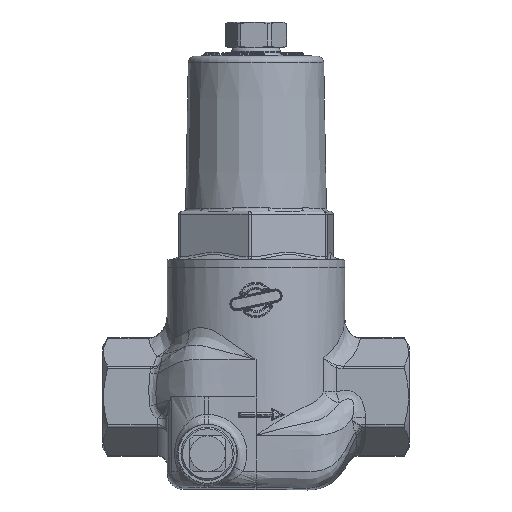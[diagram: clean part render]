
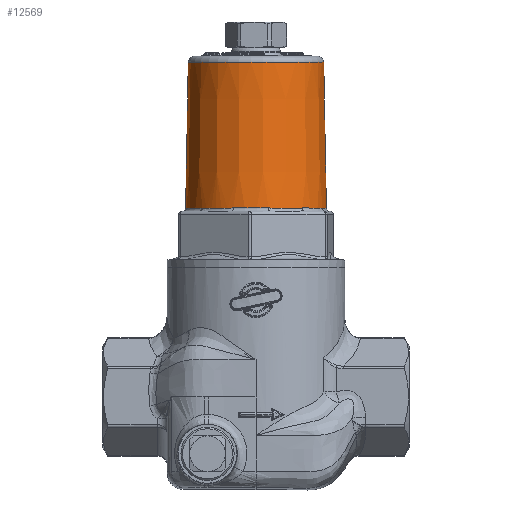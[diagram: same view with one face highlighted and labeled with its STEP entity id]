
A CAD part, top view. The second image highlights one B-rep face of the part: STEP entity #12569.
In plain terms, the highlighted conical face has half-angle 1 degrees and reference radius 21.55 mm.
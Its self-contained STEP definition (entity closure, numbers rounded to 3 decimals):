
#403=B_SPLINE_CURVE_WITH_KNOTS($,3,(#19441,#19442,#19443,#19444,#19445,
#19446),.UNSPECIFIED.,.F.,.F.,(4,1,1,4),(-3.142,-1.346,
0.449,3.142),.UNSPECIFIED.);
#405=B_SPLINE_CURVE_WITH_KNOTS($,3,(#19492,#19493,#19494,#19495,#19496,
#19497),.UNSPECIFIED.,.F.,.F.,(4,1,1,4),(-3.142,-1.346,
0.449,3.142),.UNSPECIFIED.);
#407=B_SPLINE_CURVE_WITH_KNOTS($,3,(#19543,#19544,#19545,#19546,#19547,
#19548),.UNSPECIFIED.,.F.,.F.,(4,1,1,4),(-3.142,-1.346,
0.449,3.142),.UNSPECIFIED.);
#409=B_SPLINE_CURVE_WITH_KNOTS($,3,(#19594,#19595,#19596,#19597,#19598,
#19599),.UNSPECIFIED.,.F.,.F.,(4,1,1,4),(-3.142,-1.346,
0.449,3.142),.UNSPECIFIED.);
#411=B_SPLINE_CURVE_WITH_KNOTS($,3,(#19645,#19646,#19647,#19648,#19649,
#19650),.UNSPECIFIED.,.F.,.F.,(4,1,1,4),(-3.142,-1.346,
0.449,3.142),.UNSPECIFIED.);
#413=B_SPLINE_CURVE_WITH_KNOTS($,3,(#19693,#19694,#19695,#19696,#19697,
#19698),.UNSPECIFIED.,.F.,.F.,(4,1,1,4),(-3.142,-1.346,
0.449,3.142),.UNSPECIFIED.);
#2506=FACE_BOUND($,#3947,.T.);
#2603=CIRCLE($,#13330,21.821);
#2607=CIRCLE($,#13335,21.821);
#2611=CIRCLE($,#13340,21.821);
#2615=CIRCLE($,#13345,21.821);
#2619=CIRCLE($,#13350,21.821);
#2623=CIRCLE($,#13355,21.821);
#2630=CIRCLE($,#13371,21.034);
#2989=CONICAL_SURFACE($,#13370,21.55,1.);
#3164=FACE_OUTER_BOUND($,#3946,.T.);
#3946=EDGE_LOOP($,(#9248));
#3947=EDGE_LOOP($,(#9249,#9250,#9251,#9252,#9253,#9254,#9255,#9256,#9257,
#9258,#9259,#9260));
#5540=VERTEX_POINT($,#19400);
#5543=VERTEX_POINT($,#19405);
#5545=VERTEX_POINT($,#19439);
#5547=VERTEX_POINT($,#19456);
#5549=VERTEX_POINT($,#19490);
#5551=VERTEX_POINT($,#19507);
#5553=VERTEX_POINT($,#19541);
#5555=VERTEX_POINT($,#19558);
#5557=VERTEX_POINT($,#19592);
#5559=VERTEX_POINT($,#19609);
#5561=VERTEX_POINT($,#19643);
#5563=VERTEX_POINT($,#19660);
#5576=VERTEX_POINT($,#19746);
#6868=EDGE_CURVE($,#5543,#5540,#2603,.T.);
#6870=EDGE_CURVE($,#5545,#5543,#403,.T.);
#6874=EDGE_CURVE($,#5547,#5545,#2607,.T.);
#6876=EDGE_CURVE($,#5549,#5547,#405,.T.);
#6880=EDGE_CURVE($,#5551,#5549,#2611,.T.);
#6882=EDGE_CURVE($,#5553,#5551,#407,.T.);
#6886=EDGE_CURVE($,#5555,#5553,#2615,.T.);
#6888=EDGE_CURVE($,#5557,#5555,#409,.T.);
#6892=EDGE_CURVE($,#5559,#5557,#2619,.T.);
#6894=EDGE_CURVE($,#5561,#5559,#411,.T.);
#6898=EDGE_CURVE($,#5563,#5561,#2623,.T.);
#6899=EDGE_CURVE($,#5540,#5563,#413,.T.);
#6921=EDGE_CURVE($,#5576,#5576,#2630,.T.);
#9248=ORIENTED_EDGE($,*,*,#6921,.F.);
#9249=ORIENTED_EDGE($,*,*,#6868,.F.);
#9250=ORIENTED_EDGE($,*,*,#6870,.F.);
#9251=ORIENTED_EDGE($,*,*,#6874,.F.);
#9252=ORIENTED_EDGE($,*,*,#6876,.F.);
#9253=ORIENTED_EDGE($,*,*,#6880,.F.);
#9254=ORIENTED_EDGE($,*,*,#6882,.F.);
#9255=ORIENTED_EDGE($,*,*,#6886,.F.);
#9256=ORIENTED_EDGE($,*,*,#6888,.F.);
#9257=ORIENTED_EDGE($,*,*,#6892,.F.);
#9258=ORIENTED_EDGE($,*,*,#6894,.F.);
#9259=ORIENTED_EDGE($,*,*,#6898,.F.);
#9260=ORIENTED_EDGE($,*,*,#6899,.F.);
#12569=ADVANCED_FACE($,(#3164,#2506),#2989,.T.);
#13330=AXIS2_PLACEMENT_3D($,#19407,#14461,#14462);
#13335=AXIS2_PLACEMENT_3D($,#19458,#14471,#14472);
#13340=AXIS2_PLACEMENT_3D($,#19509,#14481,#14482);
#13345=AXIS2_PLACEMENT_3D($,#19560,#14491,#14492);
#13350=AXIS2_PLACEMENT_3D($,#19611,#14501,#14502);
#13355=AXIS2_PLACEMENT_3D($,#19662,#14511,#14512);
#13370=AXIS2_PLACEMENT_3D($,#19745,#14555,#14556);
#13371=AXIS2_PLACEMENT_3D($,#19747,#14557,#14558);
#14461=DIRECTION('center_axis',(0.,-1.,0.));
#14462=DIRECTION('ref_axis',(-0.563,0.,0.827));
#14471=DIRECTION('center_axis',(0.,-1.,0.));
#14472=DIRECTION('ref_axis',(-0.563,0.,0.827));
#14481=DIRECTION('center_axis',(0.,-1.,0.));
#14482=DIRECTION('ref_axis',(-0.563,0.,0.827));
#14491=DIRECTION('center_axis',(0.,-1.,0.));
#14492=DIRECTION('ref_axis',(-0.563,0.,0.827));
#14501=DIRECTION('center_axis',(0.,-1.,0.));
#14502=DIRECTION('ref_axis',(-0.563,0.,0.827));
#14511=DIRECTION('center_axis',(0.,-1.,0.));
#14512=DIRECTION('ref_axis',(-0.563,0.,0.827));
#14555=DIRECTION('center_axis',(0.,-1.,0.));
#14556=DIRECTION('ref_axis',(-0.563,0.,0.827));
#14557=DIRECTION('center_axis',(0.,1.,0.));
#14558=DIRECTION('ref_axis',(0.563,0.,-0.827));
#19400=CARTESIAN_POINT('',(7.048,58.483,-20.651));
#19405=CARTESIAN_POINT('',(-3.914,58.483,-21.467));
#19407=CARTESIAN_POINT('Origin',(0.,58.483,
0.));
#19439=CARTESIAN_POINT('',(-14.361,58.483,-16.429));
#19441=CARTESIAN_POINT('Ctrl Pts',(-14.361,58.483,-16.429));
#19442=CARTESIAN_POINT('Ctrl Pts',(-13.518,58.483,-17.165));
#19443=CARTESIAN_POINT('Ctrl Pts',(-11.725,58.347,-18.508));
#19444=CARTESIAN_POINT('Ctrl Pts',(-8.255,58.249,-20.351));
#19445=CARTESIAN_POINT('Ctrl Pts',(-5.565,58.483,-21.166));
#19446=CARTESIAN_POINT('Ctrl Pts',(-3.914,58.483,-21.467));
#19456=CARTESIAN_POINT('',(-20.548,58.483,-7.343));
#19458=CARTESIAN_POINT('Origin',(0.,58.483,
0.));
#19490=CARTESIAN_POINT('',(-21.408,58.483,4.222));
#19492=CARTESIAN_POINT('Ctrl Pts',(-21.408,58.483,4.222));
#19493=CARTESIAN_POINT('Ctrl Pts',(-21.625,58.483,3.124));
#19494=CARTESIAN_POINT('Ctrl Pts',(-21.891,58.347,0.9));
#19495=CARTESIAN_POINT('Ctrl Pts',(-21.752,58.249,-3.026));
#19496=CARTESIAN_POINT('Ctrl Pts',(-21.113,58.483,-5.763));
#19497=CARTESIAN_POINT('Ctrl Pts',(-20.548,58.483,-7.343));
#19507=CARTESIAN_POINT('',(-16.634,58.483,14.123));
#19509=CARTESIAN_POINT('Origin',(0.,58.483,
0.));
#19541=CARTESIAN_POINT('',(-7.048,58.483,20.651));
#19543=CARTESIAN_POINT('Ctrl Pts',(-7.048,58.483,20.651));
#19544=CARTESIAN_POINT('Ctrl Pts',(-8.107,58.483,20.29));
#19545=CARTESIAN_POINT('Ctrl Pts',(-10.166,58.347,19.408));
#19546=CARTESIAN_POINT('Ctrl Pts',(-13.496,58.249,17.325));
#19547=CARTESIAN_POINT('Ctrl Pts',(-15.548,58.483,15.402));
#19548=CARTESIAN_POINT('Ctrl Pts',(-16.634,58.483,14.123));
#19558=CARTESIAN_POINT('',(3.914,58.483,21.467));
#19560=CARTESIAN_POINT('Origin',(0.,58.483,
0.));
#19592=CARTESIAN_POINT('',(14.361,58.483,16.429));
#19594=CARTESIAN_POINT('Ctrl Pts',(14.361,58.483,16.429));
#19595=CARTESIAN_POINT('Ctrl Pts',(13.518,58.483,17.165));
#19596=CARTESIAN_POINT('Ctrl Pts',(11.725,58.347,18.508));
#19597=CARTESIAN_POINT('Ctrl Pts',(8.255,58.249,20.351));
#19598=CARTESIAN_POINT('Ctrl Pts',(5.565,58.483,21.166));
#19599=CARTESIAN_POINT('Ctrl Pts',(3.914,58.483,21.467));
#19609=CARTESIAN_POINT('',(20.548,58.483,7.343));
#19611=CARTESIAN_POINT('Origin',(0.,58.483,
0.));
#19643=CARTESIAN_POINT('',(21.408,58.483,-4.222));
#19645=CARTESIAN_POINT('Ctrl Pts',(21.408,58.483,-4.222));
#19646=CARTESIAN_POINT('Ctrl Pts',(21.625,58.483,-3.124));
#19647=CARTESIAN_POINT('Ctrl Pts',(21.891,58.347,-0.9));
#19648=CARTESIAN_POINT('Ctrl Pts',(21.752,58.249,3.026));
#19649=CARTESIAN_POINT('Ctrl Pts',(21.113,58.483,5.763));
#19650=CARTESIAN_POINT('Ctrl Pts',(20.548,58.483,7.343));
#19660=CARTESIAN_POINT('',(16.634,58.483,-14.123));
#19662=CARTESIAN_POINT('Origin',(0.,58.483,
0.));
#19693=CARTESIAN_POINT('Ctrl Pts',(7.048,58.483,-20.651));
#19694=CARTESIAN_POINT('Ctrl Pts',(8.107,58.483,-20.29));
#19695=CARTESIAN_POINT('Ctrl Pts',(10.166,58.347,-19.408));
#19696=CARTESIAN_POINT('Ctrl Pts',(13.496,58.249,-17.325));
#19697=CARTESIAN_POINT('Ctrl Pts',(15.548,58.483,-15.402));
#19698=CARTESIAN_POINT('Ctrl Pts',(16.634,58.483,-14.123));
#19745=CARTESIAN_POINT('Origin',(0.,74.,0.));
#19746=CARTESIAN_POINT('',(-11.839,103.569,17.385));
#19747=CARTESIAN_POINT('Origin',(0.,103.569,
0.));
